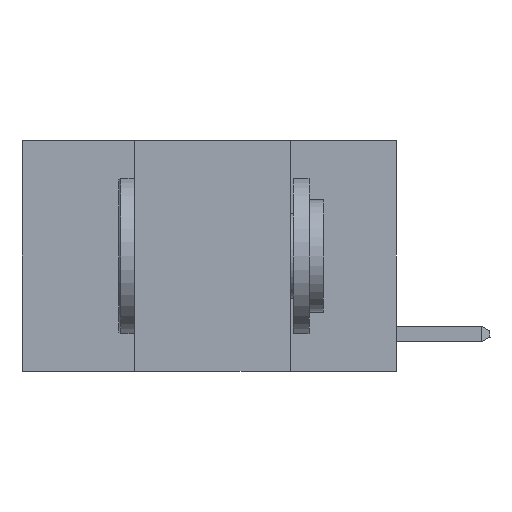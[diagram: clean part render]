
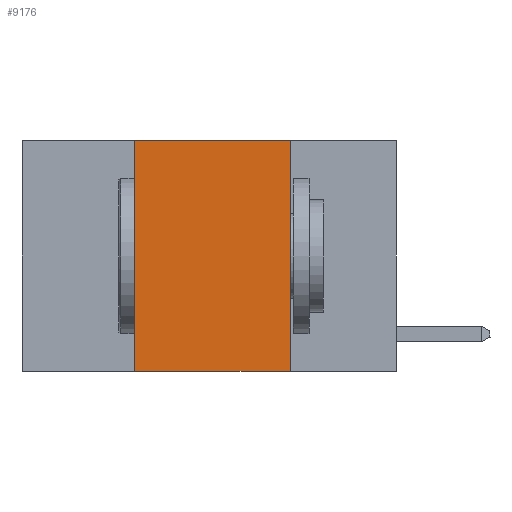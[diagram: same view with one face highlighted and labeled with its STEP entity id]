
A CAD part, left-side view. The second image highlights one B-rep face of the part: STEP entity #9176.
In plain terms, the highlighted planar face has unit normal (-1, 0, 0).
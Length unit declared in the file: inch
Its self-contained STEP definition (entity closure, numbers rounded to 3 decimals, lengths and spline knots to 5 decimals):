
#612 = VECTOR ( 'NONE', #25732, 39.37008 ) ;
#667 = VERTEX_POINT ( 'NONE', #4090 ) ;
#1354 = DIRECTION ( 'NONE',  ( 0., 0., -1. ) ) ;
#2010 = AXIS2_PLACEMENT_3D ( 'NONE', #24988, #27229, #14210 ) ;
#2599 = VECTOR ( 'NONE', #19016, 39.37008 ) ;
#3107 = VERTEX_POINT ( 'NONE', #10918 ) ;
#3206 = ORIENTED_EDGE ( 'NONE', *, *, #9848, .F. ) ;
#4090 = CARTESIAN_POINT ( 'NONE',  ( 0., 0.17, 0. ) ) ;
#4585 = ORIENTED_EDGE ( 'NONE', *, *, #13549, .T. ) ;
#5012 = LINE ( 'NONE', #27414, #27511 ) ;
#7950 = DIRECTION ( 'NONE',  ( 0., -1., 0. ) ) ;
#8377 = ORIENTED_EDGE ( 'NONE', *, *, #24422, .F. ) ;
#9176 = ADVANCED_FACE ( 'NONE', ( #9557 ), #9869, .F. ) ;
#9557 = FACE_OUTER_BOUND ( 'NONE', #12793, .T. ) ;
#9848 = EDGE_CURVE ( 'NONE', #15198, #667, #16288, .T. ) ;
#9869 = PLANE ( 'NONE',  #2010 ) ;
#10622 = VERTEX_POINT ( 'NONE', #21323 ) ;
#10918 = CARTESIAN_POINT ( 'NONE',  ( 0., 0.17, -0.37 ) ) ;
#12295 = CARTESIAN_POINT ( 'NONE',  ( 0., 0.17, 0. ) ) ;
#12793 = EDGE_LOOP ( 'NONE', ( #8377, #3206, #15515, #4585 ) ) ;
#13549 = EDGE_CURVE ( 'NONE', #10622, #3107, #5012, .T. ) ;
#14210 = DIRECTION ( 'NONE',  ( 0., 0., -1. ) ) ;
#15198 = VERTEX_POINT ( 'NONE', #18836 ) ;
#15515 = ORIENTED_EDGE ( 'NONE', *, *, #21357, .F. ) ;
#16288 = LINE ( 'NONE', #27687, #2599 ) ;
#17369 = LINE ( 'NONE', #12295, #28275 ) ;
#18058 = LINE ( 'NONE', #19202, #612 ) ;
#18836 = CARTESIAN_POINT ( 'NONE',  ( 0., 0.42, 0. ) ) ;
#19016 = DIRECTION ( 'NONE',  ( 0., -1., 0. ) ) ;
#19202 = CARTESIAN_POINT ( 'NONE',  ( 0., 0.42, 0. ) ) ;
#21323 = CARTESIAN_POINT ( 'NONE',  ( 0., 0.42, -0.37 ) ) ;
#21357 = EDGE_CURVE ( 'NONE', #10622, #15198, #18058, .T. ) ;
#24422 = EDGE_CURVE ( 'NONE', #667, #3107, #17369, .T. ) ;
#24988 = CARTESIAN_POINT ( 'NONE',  ( 0., 0.6, 0. ) ) ;
#25732 = DIRECTION ( 'NONE',  ( 0., 0., 1. ) ) ;
#27229 = DIRECTION ( 'NONE',  ( 1., 0., 0. ) ) ;
#27414 = CARTESIAN_POINT ( 'NONE',  ( 0., 0.6, -0.37 ) ) ;
#27511 = VECTOR ( 'NONE', #7950, 39.37008 ) ;
#27687 = CARTESIAN_POINT ( 'NONE',  ( 0., 0.6, 0. ) ) ;
#28275 = VECTOR ( 'NONE', #1354, 39.37008 ) ;
